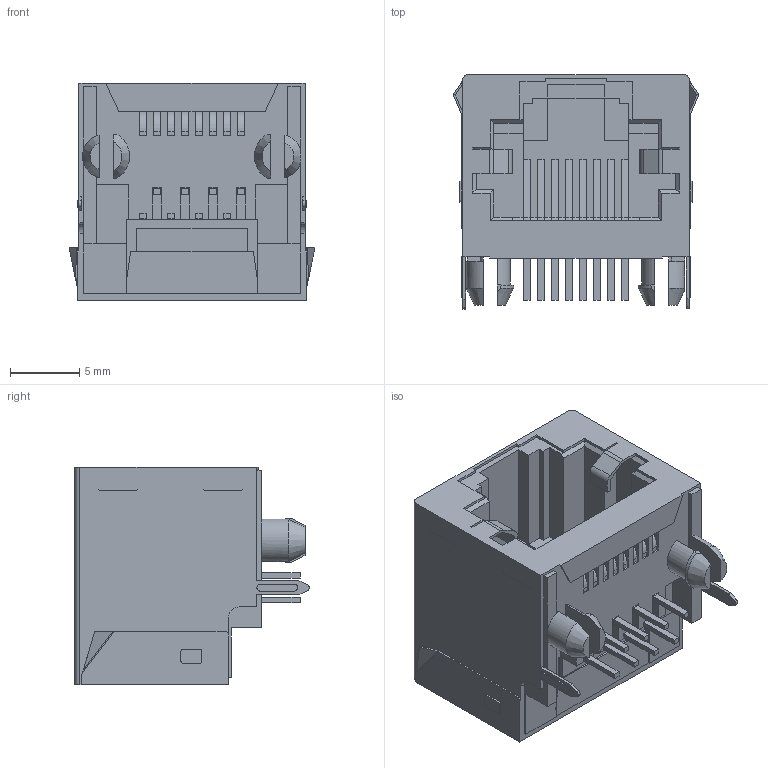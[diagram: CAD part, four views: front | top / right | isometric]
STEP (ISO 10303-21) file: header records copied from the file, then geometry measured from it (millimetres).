
FILE_DESCRIPTION(('FreeCAD Model'),'2;1');
FILE_NAME('Open CASCADE Shape Model','2025-01-17T17:52:09',('Author'),( ''),'Open CASCADE STEP processor 7.6','FreeCAD','Unknown');
FILE_SCHEMA(('AUTOMOTIVE_DESIGN { 1 0 10303 214 1 1 1 1 }'));
Length unit declared in the file: millimetre
Products named in the file (2): 438600025; SOLID
Assembly tree (1 placements, depth 2):
  438600025
    SOLID
Bounding box: 17.82 x 16.98 x 15.74 mm (x, y, z)
Volume: 2059.2 mm3; surface area: 2693.3 mm2
Topology: 1 solids, 9 shells, 572 faces, 1553 edges, 1002 vertices
Faces by surface type: plane 479, cylinder 59, bspline 18, extrusion 12, cone 4
Entity records: 19267 total; most frequent: CARTESIAN_POINT 3728, ORIENTED_EDGE 3106, DIRECTION 2708, EDGE_CURVE 1553, VECTOR 1372, LINE 1360, VERTEX_POINT 1002, AXIS2_PLACEMENT_3D 668
